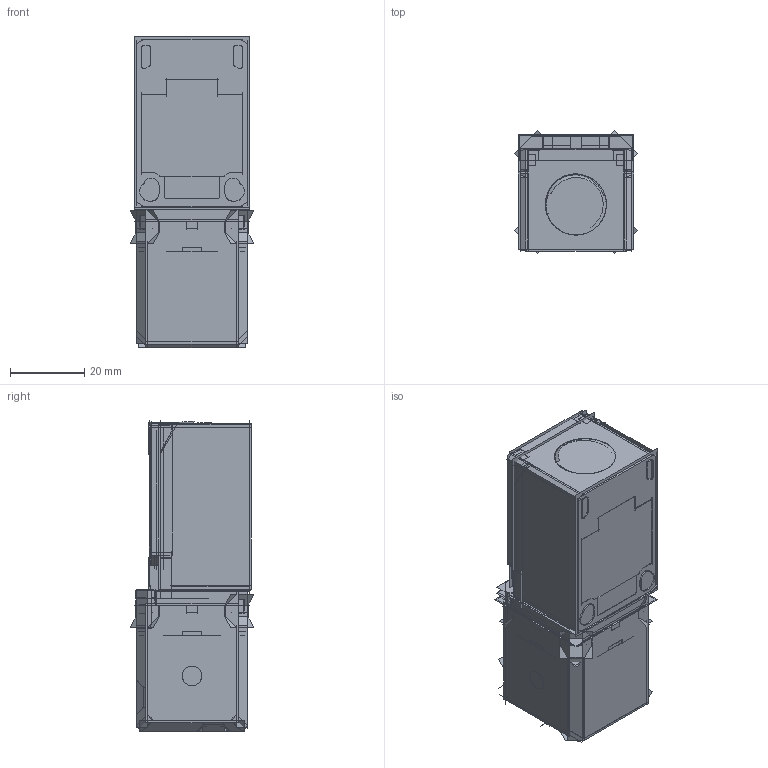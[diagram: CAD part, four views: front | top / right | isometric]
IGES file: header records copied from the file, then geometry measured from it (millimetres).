
Start section:  PTC IGES file: 212880.igs
Global section: file name: 212880.igs; native system: Creo Parametric by PTC Inc.; preprocessor: 2018300; author: pdmadmin; organization: Unknown; date: 20191028.072724; units: millimetre
Bounding box: 33.3 x 33.3 x 84.09 mm (x, y, z)
Surface area: 731272.2 mm2
Topology: 8 solids, 8 shells, 3154 faces, 20592 edges, 29042 vertices
Faces by surface type: bspline 2198, revolution 956
